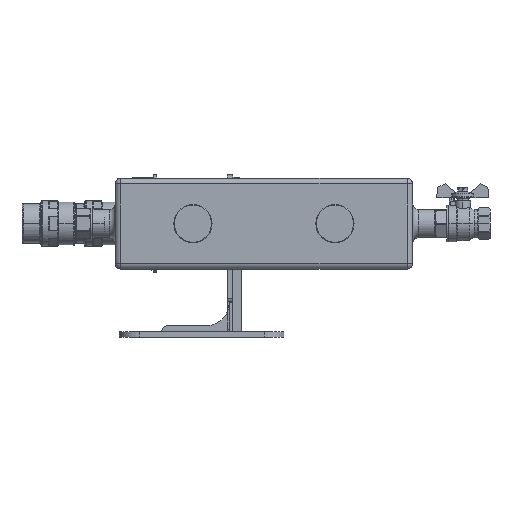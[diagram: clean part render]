
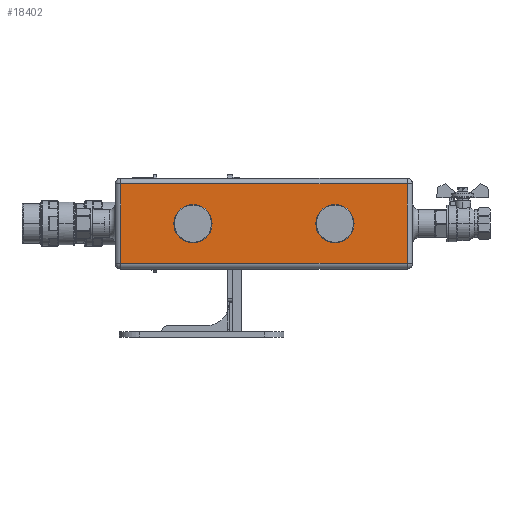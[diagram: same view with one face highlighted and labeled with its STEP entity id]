
A CAD part, left-side view. The second image highlights one B-rep face of the part: STEP entity #18402.
In plain terms, the highlighted planar face has unit normal (-1, 0, 0).
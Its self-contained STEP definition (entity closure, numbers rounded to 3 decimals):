
#342 = AXIS2_PLACEMENT_3D ( 'NONE', #7203, #34001, #41418 ) ;
#423 = EDGE_CURVE ( 'NONE', #12336, #20943, #34091, .T. ) ;
#2350 = DIRECTION ( 'NONE',  ( -1., 0., 0. ) ) ;
#2591 = AXIS2_PLACEMENT_3D ( 'NONE', #2696, #2350, #48795 ) ;
#2696 = CARTESIAN_POINT ( 'NONE',  ( -40., 62.5, 0. ) ) ;
#2721 = VERTEX_POINT ( 'NONE', #36076 ) ;
#3208 = CARTESIAN_POINT ( 'NONE',  ( -40., 62.5, 0. ) ) ;
#4378 = CARTESIAN_POINT ( 'NONE',  ( -40., -131., -35. ) ) ;
#5973 = CIRCLE ( 'NONE', #27819, 16.85 ) ;
#7203 = CARTESIAN_POINT ( 'NONE',  ( -40., -62.5, 0. ) ) ;
#7961 = ORIENTED_EDGE ( 'NONE', *, *, #25536, .T. ) ;
#9416 = EDGE_LOOP ( 'NONE', ( #13121, #25105 ) ) ;
#10613 = DIRECTION ( 'NONE',  ( 0., 0., -1. ) ) ;
#10676 = EDGE_LOOP ( 'NONE', ( #26077, #49532 ) ) ;
#12319 = DIRECTION ( 'NONE',  ( -1., 0., 0. ) ) ;
#12336 = VERTEX_POINT ( 'NONE', #24763 ) ;
#12390 = CARTESIAN_POINT ( 'NONE',  ( -40., -131., 35. ) ) ;
#12557 = CARTESIAN_POINT ( 'NONE',  ( -40., -126., 40. ) ) ;
#12745 = VECTOR ( 'NONE', #20969, 1000. ) ;
#13121 = ORIENTED_EDGE ( 'NONE', *, *, #26124, .F. ) ;
#13838 = VERTEX_POINT ( 'NONE', #30098 ) ;
#15910 = EDGE_CURVE ( 'NONE', #20943, #12336, #5973, .T. ) ;
#16280 = DIRECTION ( 'NONE',  ( 0., 1., 0. ) ) ;
#17212 = CARTESIAN_POINT ( 'NONE',  ( -40., 126., 35. ) ) ;
#18402 = ADVANCED_FACE ( 'NONE', ( #48231, #19983, #27806 ), #21513, .F. ) ;
#19983 = FACE_BOUND ( 'NONE', #9416, .T. ) ;
#20249 = DIRECTION ( 'NONE',  ( 0., 0., -1. ) ) ;
#20943 = VERTEX_POINT ( 'NONE', #22712 ) ;
#20969 = DIRECTION ( 'NONE',  ( 0., 0., 1. ) ) ;
#21488 = EDGE_CURVE ( 'NONE', #24698, #42807, #34156, .T. ) ;
#21513 = PLANE ( 'NONE',  #22717 ) ;
#22508 = DIRECTION ( 'NONE',  ( 0., 0., -1. ) ) ;
#22712 = CARTESIAN_POINT ( 'NONE',  ( -40., 62.5, 16.85 ) ) ;
#22717 = AXIS2_PLACEMENT_3D ( 'NONE', #25554, #48751, #41193 ) ;
#23549 = AXIS2_PLACEMENT_3D ( 'NONE', #31483, #12319, #20249 ) ;
#24698 = VERTEX_POINT ( 'NONE', #46347 ) ;
#24763 = CARTESIAN_POINT ( 'NONE',  ( -40., 62.5, -16.85 ) ) ;
#25105 = ORIENTED_EDGE ( 'NONE', *, *, #47694, .F. ) ;
#25536 = EDGE_CURVE ( 'NONE', #42807, #49098, #43452, .T. ) ;
#25554 = CARTESIAN_POINT ( 'NONE',  ( -40., -131., 40. ) ) ;
#25702 = ORIENTED_EDGE ( 'NONE', *, *, #40751, .T. ) ;
#26077 = ORIENTED_EDGE ( 'NONE', *, *, #15910, .F. ) ;
#26124 = EDGE_CURVE ( 'NONE', #13838, #2721, #36137, .T. ) ;
#26131 = VECTOR ( 'NONE', #22508, 1000. ) ;
#27625 = DIRECTION ( 'NONE',  ( 0., -1., 0. ) ) ;
#27806 = FACE_BOUND ( 'NONE', #10676, .T. ) ;
#27819 = AXIS2_PLACEMENT_3D ( 'NONE', #3208, #33684, #10613 ) ;
#30079 = CARTESIAN_POINT ( 'NONE',  ( -40., 126., 40. ) ) ;
#30098 = CARTESIAN_POINT ( 'NONE',  ( -40., -62.5, 16.85 ) ) ;
#31420 = VERTEX_POINT ( 'NONE', #17212 ) ;
#31483 = CARTESIAN_POINT ( 'NONE',  ( -40., -62.5, 0. ) ) ;
#32539 = ORIENTED_EDGE ( 'NONE', *, *, #21488, .T. ) ;
#33684 = DIRECTION ( 'NONE',  ( -1., 0., 0. ) ) ;
#34001 = DIRECTION ( 'NONE',  ( -1., 0., 0. ) ) ;
#34091 = CIRCLE ( 'NONE', #2591, 16.85 ) ;
#34156 = LINE ( 'NONE', #4378, #40792 ) ;
#35119 = CARTESIAN_POINT ( 'NONE',  ( -40., -126., -35. ) ) ;
#35856 = ORIENTED_EDGE ( 'NONE', *, *, #48845, .T. ) ;
#36076 = CARTESIAN_POINT ( 'NONE',  ( -40., -62.5, -16.85 ) ) ;
#36137 = CIRCLE ( 'NONE', #342, 16.85 ) ;
#36163 = CIRCLE ( 'NONE', #23549, 16.85 ) ;
#37557 = LINE ( 'NONE', #30079, #26131 ) ;
#40427 = LINE ( 'NONE', #12390, #44005 ) ;
#40751 = EDGE_CURVE ( 'NONE', #31420, #24698, #37557, .T. ) ;
#40792 = VECTOR ( 'NONE', #27625, 1000. ) ;
#41193 = DIRECTION ( 'NONE',  ( 0., 0., -1. ) ) ;
#41418 = DIRECTION ( 'NONE',  ( 0., 0., -1. ) ) ;
#42807 = VERTEX_POINT ( 'NONE', #35119 ) ;
#43452 = LINE ( 'NONE', #12557, #12745 ) ;
#44005 = VECTOR ( 'NONE', #16280, 1000. ) ;
#44874 = EDGE_LOOP ( 'NONE', ( #32539, #7961, #35856, #25702 ) ) ;
#46347 = CARTESIAN_POINT ( 'NONE',  ( -40., 126., -35. ) ) ;
#46775 = CARTESIAN_POINT ( 'NONE',  ( -40., -126., 35. ) ) ;
#47694 = EDGE_CURVE ( 'NONE', #2721, #13838, #36163, .T. ) ;
#48231 = FACE_OUTER_BOUND ( 'NONE', #44874, .T. ) ;
#48751 = DIRECTION ( 'NONE',  ( 1., 0., 0. ) ) ;
#48795 = DIRECTION ( 'NONE',  ( 0., 0., -1. ) ) ;
#48845 = EDGE_CURVE ( 'NONE', #49098, #31420, #40427, .T. ) ;
#49098 = VERTEX_POINT ( 'NONE', #46775 ) ;
#49532 = ORIENTED_EDGE ( 'NONE', *, *, #423, .F. ) ;
